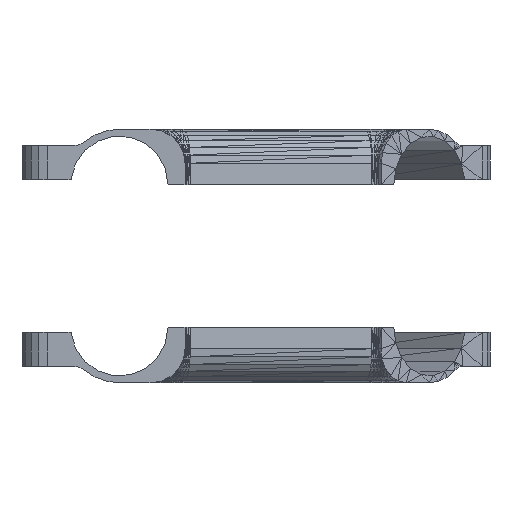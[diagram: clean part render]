
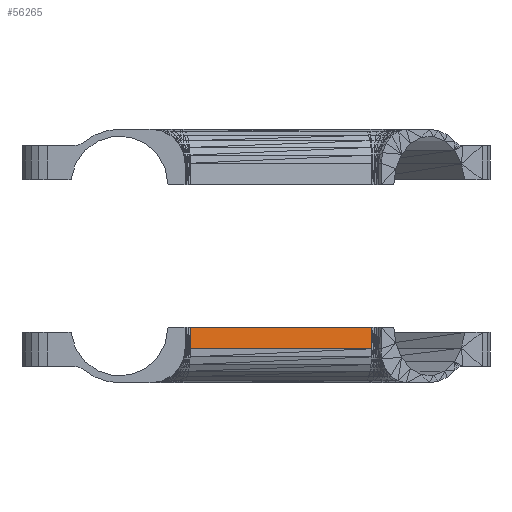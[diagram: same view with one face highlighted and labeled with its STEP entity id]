
A CAD part, front view. The second image highlights one B-rep face of the part: STEP entity #56265.
In plain terms, the highlighted planar face has unit normal (0.212, -0.977, 0).
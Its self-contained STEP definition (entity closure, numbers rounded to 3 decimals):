
#26998 = PLANE('',#26999);
#26999 = AXIS2_PLACEMENT_3D('',#27000,#27001,#27002);
#27000 = CARTESIAN_POINT('',(31.571,-29.608,
    0.));
#27001 = DIRECTION('',(0.,0.,1.));
#27002 = DIRECTION('',(1.,0.,0.));
#31053 = VERTEX_POINT('',#31054);
#31054 = CARTESIAN_POINT('',(6.424,-38.216,
    -6.3));
#31068 = PLANE('',#31069);
#31069 = AXIS2_PLACEMENT_3D('',#31070,#31071,#31072);
#31070 = CARTESIAN_POINT('',(32.525,-32.47,
    -6.911));
#31071 = DIRECTION('',(0.211,-0.97,-0.121));
#31072 = DIRECTION('',(-0.977,-0.212,0.));
#31093 = PLANE('',#31094);
#31094 = AXIS2_PLACEMENT_3D('',#31095,#31096,#31097);
#31095 = CARTESIAN_POINT('',(6.341,-38.241,
    -3.232));
#31096 = DIRECTION('',(0.294,-0.956,
    0.));
#31097 = DIRECTION('',(-0.956,-0.294,0.));
#31569 = EDGE_CURVE('',#31570,#31053,#31572,.T.);
#31570 = VERTEX_POINT('',#31571);
#31571 = CARTESIAN_POINT('',(59.81,-26.619,
    -6.3));
#31572 = SURFACE_CURVE('',#31573,(#31577,#31584),.PCURVE_S1.);
#31573 = LINE('',#31574,#31575);
#31574 = CARTESIAN_POINT('',(59.81,-26.619,
    -6.3));
#31575 = VECTOR('',#31576,1.);
#31576 = DIRECTION('',(-0.977,-0.212,0.));
#31577 = PCURVE('',#31068,#31578);
#31578 = DEFINITIONAL_REPRESENTATION('',(#31579),#31583);
#31579 = LINE('',#31580,#31581);
#31580 = CARTESIAN_POINT('',(-27.905,-0.616));
#31581 = VECTOR('',#31582,1.);
#31582 = DIRECTION('',(1.,0.));
#31583 = ( GEOMETRIC_REPRESENTATION_CONTEXT(2) 
PARAMETRIC_REPRESENTATION_CONTEXT() REPRESENTATION_CONTEXT('2D SPACE',''
  ) );
#31584 = PCURVE('',#31585,#31590);
#31585 = PLANE('',#31586);
#31586 = AXIS2_PLACEMENT_3D('',#31587,#31588,#31589);
#31587 = CARTESIAN_POINT('',(33.117,-32.417,
    -3.15));
#31588 = DIRECTION('',(0.212,-0.977,0.
    ));
#31589 = DIRECTION('',(-0.977,-0.212,0.));
#31590 = DEFINITIONAL_REPRESENTATION('',(#31591),#31595);
#31591 = LINE('',#31592,#31593);
#31592 = CARTESIAN_POINT('',(-27.316,3.15));
#31593 = VECTOR('',#31594,1.);
#31594 = DIRECTION('',(1.,0.));
#31595 = ( GEOMETRIC_REPRESENTATION_CONTEXT(2) 
PARAMETRIC_REPRESENTATION_CONTEXT() REPRESENTATION_CONTEXT('2D SPACE',''
  ) );
#32045 = PLANE('',#32046);
#32046 = AXIS2_PLACEMENT_3D('',#32047,#32048,#32049);
#32047 = CARTESIAN_POINT('',(59.935,-26.607,
    -3.266));
#32048 = DIRECTION('',(0.093,-0.996,
    0.));
#32049 = DIRECTION('',(-0.996,-0.093,0.));
#41847 = EDGE_CURVE('',#31053,#41848,#41850,.T.);
#41848 = VERTEX_POINT('',#41849);
#41849 = CARTESIAN_POINT('',(6.424,-38.216,
    0.));
#41850 = SURFACE_CURVE('',#41851,(#41855,#41862),.PCURVE_S1.);
#41851 = LINE('',#41852,#41853);
#41852 = CARTESIAN_POINT('',(6.424,-38.216,
    -6.3));
#41853 = VECTOR('',#41854,1.);
#41854 = DIRECTION('',(0.,0.,1.));
#41855 = PCURVE('',#31093,#41856);
#41856 = DEFINITIONAL_REPRESENTATION('',(#41857),#41861);
#41857 = LINE('',#41858,#41859);
#41858 = CARTESIAN_POINT('',(-0.086,3.068));
#41859 = VECTOR('',#41860,1.);
#41860 = DIRECTION('',(0.,-1.));
#41861 = ( GEOMETRIC_REPRESENTATION_CONTEXT(2) 
PARAMETRIC_REPRESENTATION_CONTEXT() REPRESENTATION_CONTEXT('2D SPACE',''
  ) );
#41862 = PCURVE('',#31585,#41863);
#41863 = DEFINITIONAL_REPRESENTATION('',(#41864),#41868);
#41864 = LINE('',#41865,#41866);
#41865 = CARTESIAN_POINT('',(27.316,3.15));
#41866 = VECTOR('',#41867,1.);
#41867 = DIRECTION('',(0.,-1.));
#41868 = ( GEOMETRIC_REPRESENTATION_CONTEXT(2) 
PARAMETRIC_REPRESENTATION_CONTEXT() REPRESENTATION_CONTEXT('2D SPACE',''
  ) );
#41918 = EDGE_CURVE('',#31570,#41919,#41921,.T.);
#41919 = VERTEX_POINT('',#41920);
#41920 = CARTESIAN_POINT('',(59.81,-26.619,
    0.));
#41921 = SURFACE_CURVE('',#41922,(#41926,#41932),.PCURVE_S1.);
#41922 = LINE('',#41923,#41924);
#41923 = CARTESIAN_POINT('',(59.81,-26.619,
    -6.3));
#41924 = VECTOR('',#41925,1.);
#41925 = DIRECTION('',(0.,0.,1.));
#41926 = PCURVE('',#32045,#41927);
#41927 = DEFINITIONAL_REPRESENTATION('',(#41928),#41931);
#41928 = B_SPLINE_CURVE_WITH_KNOTS('',1,(#41929,#41930),.UNSPECIFIED.,
  .F.,.F.,(2,2),(0.,6.3),.PIECEWISE_BEZIER_KNOTS.);
#41929 = CARTESIAN_POINT('',(0.125,3.034));
#41930 = CARTESIAN_POINT('',(0.125,-3.266));
#41931 = ( GEOMETRIC_REPRESENTATION_CONTEXT(2) 
PARAMETRIC_REPRESENTATION_CONTEXT() REPRESENTATION_CONTEXT('2D SPACE',''
  ) );
#41932 = PCURVE('',#31585,#41933);
#41933 = DEFINITIONAL_REPRESENTATION('',(#41934),#41938);
#41934 = LINE('',#41935,#41936);
#41935 = CARTESIAN_POINT('',(-27.316,3.15));
#41936 = VECTOR('',#41937,1.);
#41937 = DIRECTION('',(0.,-1.));
#41938 = ( GEOMETRIC_REPRESENTATION_CONTEXT(2) 
PARAMETRIC_REPRESENTATION_CONTEXT() REPRESENTATION_CONTEXT('2D SPACE',''
  ) );
#48862 = EDGE_CURVE('',#41848,#41919,#48863,.T.);
#48863 = SURFACE_CURVE('',#48864,(#48868,#48875),.PCURVE_S1.);
#48864 = LINE('',#48865,#48866);
#48865 = CARTESIAN_POINT('',(6.424,-38.216,
    0.));
#48866 = VECTOR('',#48867,1.);
#48867 = DIRECTION('',(0.977,0.212,0.)
  );
#48868 = PCURVE('',#26998,#48869);
#48869 = DEFINITIONAL_REPRESENTATION('',(#48870),#48874);
#48870 = LINE('',#48871,#48872);
#48871 = CARTESIAN_POINT('',(-25.147,-8.608));
#48872 = VECTOR('',#48873,1.);
#48873 = DIRECTION('',(0.977,0.212));
#48874 = ( GEOMETRIC_REPRESENTATION_CONTEXT(2) 
PARAMETRIC_REPRESENTATION_CONTEXT() REPRESENTATION_CONTEXT('2D SPACE',''
  ) );
#48875 = PCURVE('',#31585,#48876);
#48876 = DEFINITIONAL_REPRESENTATION('',(#48877),#48881);
#48877 = LINE('',#48878,#48879);
#48878 = CARTESIAN_POINT('',(27.316,-3.15));
#48879 = VECTOR('',#48880,1.);
#48880 = DIRECTION('',(-1.,0.));
#48881 = ( GEOMETRIC_REPRESENTATION_CONTEXT(2) 
PARAMETRIC_REPRESENTATION_CONTEXT() REPRESENTATION_CONTEXT('2D SPACE',''
  ) );
#56265 = ADVANCED_FACE('',(#56266),#31585,.T.);
#56266 = FACE_BOUND('',#56267,.T.);
#56267 = EDGE_LOOP('',(#56268,#56269,#56270,#56271));
#56268 = ORIENTED_EDGE('',*,*,#31569,.F.);
#56269 = ORIENTED_EDGE('',*,*,#41918,.T.);
#56270 = ORIENTED_EDGE('',*,*,#48862,.F.);
#56271 = ORIENTED_EDGE('',*,*,#41847,.F.);
